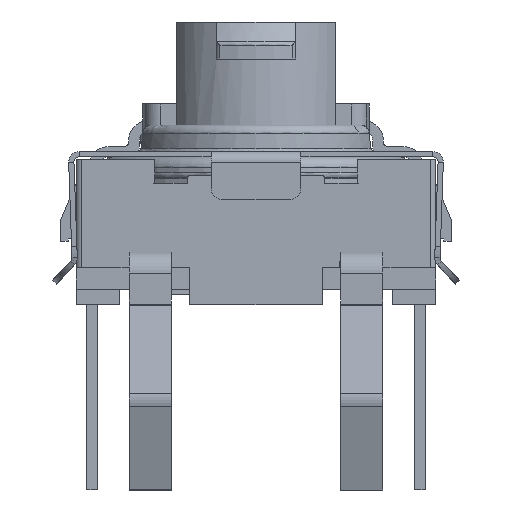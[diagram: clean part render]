
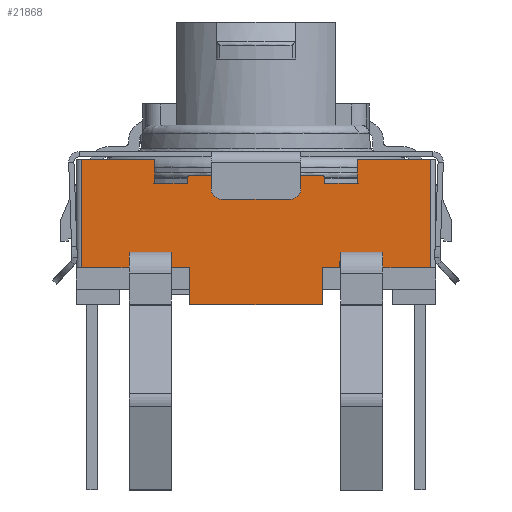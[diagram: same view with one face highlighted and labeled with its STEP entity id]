
A CAD part, front view. The second image highlights one B-rep face of the part: STEP entity #21868.
In plain terms, the highlighted planar face has unit normal (0, 1, 0).
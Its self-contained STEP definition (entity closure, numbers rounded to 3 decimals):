
#602=PLANE('',#24234);
#1903=FACE_OUTER_BOUND('',#2673,.T.);
#2673=EDGE_LOOP('',(#18630,#18631,#18632,#18633,#18634,#18635,#18636,#18637,
#18638,#18639,#18640,#18641,#18642,#18643,#18644,#18645,#18646,#18647,#18648,
#18649,#18650,#18651,#18652,#18653,#18654,#18655));
#4192=LINE('',#34738,#7110);
#4193=LINE('',#34740,#7111);
#4194=LINE('',#34742,#7112);
#4195=LINE('',#34744,#7113);
#4196=LINE('',#34746,#7114);
#4197=LINE('',#34748,#7115);
#4198=LINE('',#34750,#7116);
#4199=LINE('',#34752,#7117);
#4200=LINE('',#34754,#7118);
#4201=LINE('',#34756,#7119);
#4202=LINE('',#34758,#7120);
#4203=LINE('',#34760,#7121);
#4204=LINE('',#34762,#7122);
#4205=LINE('',#34764,#7123);
#4206=LINE('',#34766,#7124);
#4207=LINE('',#34768,#7125);
#4208=LINE('',#34772,#7126);
#4209=LINE('',#34776,#7127);
#4210=LINE('',#34778,#7128);
#4211=LINE('',#34780,#7129);
#4212=LINE('',#34782,#7130);
#4213=LINE('',#34784,#7131);
#4214=LINE('',#34786,#7132);
#4215=LINE('',#34787,#7133);
#7110=VECTOR('',#26910,0.8);
#7111=VECTOR('',#26911,0.301);
#7112=VECTOR('',#26912,0.331);
#7113=VECTOR('',#26913,0.7);
#7114=VECTOR('',#26914,2.5);
#7115=VECTOR('',#26915,0.7);
#7116=VECTOR('',#26916,0.345);
#7117=VECTOR('',#26917,0.3);
#7118=VECTOR('',#26918,0.8);
#7119=VECTOR('',#26919,0.3);
#7120=VECTOR('',#26920,0.9);
#7121=VECTOR('',#26921,2.05);
#7122=VECTOR('',#26922,1.383);
#7123=VECTOR('',#26923,0.45);
#7124=VECTOR('',#26924,0.617);
#7125=VECTOR('',#26925,0.1);
#7126=VECTOR('',#26928,2.5);
#7127=VECTOR('',#26931,0.1);
#7128=VECTOR('',#26932,0.617);
#7129=VECTOR('',#26933,0.45);
#7130=VECTOR('',#26934,1.383);
#7131=VECTOR('',#26935,2.05);
#7132=VECTOR('',#26936,0.9);
#7133=VECTOR('',#26937,0.3);
#9173=CIRCLE('',#24235,0.05);
#9174=CIRCLE('',#24236,0.05);
#10802=VERTEX_POINT('',#34736);
#10803=VERTEX_POINT('',#34737);
#10804=VERTEX_POINT('',#34739);
#10805=VERTEX_POINT('',#34741);
#10806=VERTEX_POINT('',#34743);
#10807=VERTEX_POINT('',#34745);
#10808=VERTEX_POINT('',#34747);
#10809=VERTEX_POINT('',#34749);
#10810=VERTEX_POINT('',#34751);
#10811=VERTEX_POINT('',#34753);
#10812=VERTEX_POINT('',#34755);
#10813=VERTEX_POINT('',#34757);
#10814=VERTEX_POINT('',#34759);
#10815=VERTEX_POINT('',#34761);
#10816=VERTEX_POINT('',#34763);
#10817=VERTEX_POINT('',#34765);
#10818=VERTEX_POINT('',#34767);
#10819=VERTEX_POINT('',#34769);
#10820=VERTEX_POINT('',#34771);
#10821=VERTEX_POINT('',#34773);
#10822=VERTEX_POINT('',#34775);
#10823=VERTEX_POINT('',#34777);
#10824=VERTEX_POINT('',#34779);
#10825=VERTEX_POINT('',#34781);
#10826=VERTEX_POINT('',#34783);
#10827=VERTEX_POINT('',#34785);
#14716=EDGE_CURVE('',#10802,#10803,#4192,.T.);
#14717=EDGE_CURVE('',#10803,#10804,#4193,.T.);
#14718=EDGE_CURVE('',#10804,#10805,#4194,.T.);
#14719=EDGE_CURVE('',#10805,#10806,#4195,.T.);
#14720=EDGE_CURVE('',#10806,#10807,#4196,.T.);
#14721=EDGE_CURVE('',#10807,#10808,#4197,.T.);
#14722=EDGE_CURVE('',#10808,#10809,#4198,.T.);
#14723=EDGE_CURVE('',#10809,#10810,#4199,.T.);
#14724=EDGE_CURVE('',#10810,#10811,#4200,.T.);
#14725=EDGE_CURVE('',#10811,#10812,#4201,.T.);
#14726=EDGE_CURVE('',#10812,#10813,#4202,.T.);
#14727=EDGE_CURVE('',#10813,#10814,#4203,.T.);
#14728=EDGE_CURVE('',#10814,#10815,#4204,.T.);
#14729=EDGE_CURVE('',#10815,#10816,#4205,.T.);
#14730=EDGE_CURVE('',#10816,#10817,#4206,.T.);
#14731=EDGE_CURVE('',#10817,#10818,#4207,.T.);
#14732=EDGE_CURVE('',#10818,#10819,#9173,.T.);
#14733=EDGE_CURVE('',#10819,#10820,#4208,.T.);
#14734=EDGE_CURVE('',#10820,#10821,#9174,.T.);
#14735=EDGE_CURVE('',#10821,#10822,#4209,.T.);
#14736=EDGE_CURVE('',#10822,#10823,#4210,.T.);
#14737=EDGE_CURVE('',#10823,#10824,#4211,.T.);
#14738=EDGE_CURVE('',#10824,#10825,#4212,.T.);
#14739=EDGE_CURVE('',#10825,#10826,#4213,.T.);
#14740=EDGE_CURVE('',#10826,#10827,#4214,.T.);
#14741=EDGE_CURVE('',#10827,#10802,#4215,.T.);
#18630=ORIENTED_EDGE('',*,*,#14716,.T.);
#18631=ORIENTED_EDGE('',*,*,#14717,.T.);
#18632=ORIENTED_EDGE('',*,*,#14718,.T.);
#18633=ORIENTED_EDGE('',*,*,#14719,.T.);
#18634=ORIENTED_EDGE('',*,*,#14720,.T.);
#18635=ORIENTED_EDGE('',*,*,#14721,.T.);
#18636=ORIENTED_EDGE('',*,*,#14722,.T.);
#18637=ORIENTED_EDGE('',*,*,#14723,.T.);
#18638=ORIENTED_EDGE('',*,*,#14724,.T.);
#18639=ORIENTED_EDGE('',*,*,#14725,.T.);
#18640=ORIENTED_EDGE('',*,*,#14726,.T.);
#18641=ORIENTED_EDGE('',*,*,#14727,.T.);
#18642=ORIENTED_EDGE('',*,*,#14728,.T.);
#18643=ORIENTED_EDGE('',*,*,#14729,.T.);
#18644=ORIENTED_EDGE('',*,*,#14730,.T.);
#18645=ORIENTED_EDGE('',*,*,#14731,.T.);
#18646=ORIENTED_EDGE('',*,*,#14732,.T.);
#18647=ORIENTED_EDGE('',*,*,#14733,.T.);
#18648=ORIENTED_EDGE('',*,*,#14734,.T.);
#18649=ORIENTED_EDGE('',*,*,#14735,.T.);
#18650=ORIENTED_EDGE('',*,*,#14736,.T.);
#18651=ORIENTED_EDGE('',*,*,#14737,.T.);
#18652=ORIENTED_EDGE('',*,*,#14738,.T.);
#18653=ORIENTED_EDGE('',*,*,#14739,.T.);
#18654=ORIENTED_EDGE('',*,*,#14740,.T.);
#18655=ORIENTED_EDGE('',*,*,#14741,.T.);
#21868=ADVANCED_FACE('',(#1903),#602,.T.);
#24234=AXIS2_PLACEMENT_3D('',#34735,#26908,#26909);
#24235=AXIS2_PLACEMENT_3D('',#34770,#26926,#26927);
#24236=AXIS2_PLACEMENT_3D('',#34774,#26929,#26930);
#26908=DIRECTION('center_axis',(0.,1.,0.));
#26909=DIRECTION('ref_axis',(0.,0.,1.));
#26910=DIRECTION('',(-1.,0.,0.));
#26911=DIRECTION('',(-0.064,0.,-0.998));
#26912=DIRECTION('',(-1.,0.,0.));
#26913=DIRECTION('',(0.,0.,-1.));
#26914=DIRECTION('',(-1.,0.,0.));
#26915=DIRECTION('',(0.,0.,1.));
#26916=DIRECTION('',(-1.,0.,0.));
#26917=DIRECTION('',(-0.016,0.,1.));
#26918=DIRECTION('',(-1.,0.,0.));
#26919=DIRECTION('',(0.,0.,-1.));
#26920=DIRECTION('',(-1.,0.,0.));
#26921=DIRECTION('',(0.,0.,1.));
#26922=DIRECTION('',(1.,0.,0.));
#26923=DIRECTION('',(0.,0.,-1.));
#26924=DIRECTION('',(1.,0.,0.));
#26925=DIRECTION('',(0.,0.,1.));
#26926=DIRECTION('center_axis',(0.,1.,0.));
#26927=DIRECTION('ref_axis',(-1.,0.,0.));
#26928=DIRECTION('',(1.,0.,0.));
#26929=DIRECTION('center_axis',(0.,1.,0.));
#26930=DIRECTION('ref_axis',(0.,0.,1.));
#26931=DIRECTION('',(0.,0.,-1.));
#26932=DIRECTION('',(1.,0.,0.));
#26933=DIRECTION('',(0.,0.,1.));
#26934=DIRECTION('',(1.,0.,0.));
#26935=DIRECTION('',(0.,0.,-1.));
#26936=DIRECTION('',(-1.,0.,0.));
#26937=DIRECTION('',(0.,0.,1.));
#34735=CARTESIAN_POINT('Origin',(0.,-3.,2.505));
#34736=CARTESIAN_POINT('',(2.4,-3.,0.7));
#34737=CARTESIAN_POINT('',(1.6,-3.,0.7));
#34738=CARTESIAN_POINT('',(2.4,-3.,0.7));
#34739=CARTESIAN_POINT('',(1.581,-3.,0.4));
#34740=CARTESIAN_POINT('',(1.6,-3.,0.7));
#34741=CARTESIAN_POINT('',(1.25,-3.,0.4));
#34742=CARTESIAN_POINT('',(1.581,-3.,0.4));
#34743=CARTESIAN_POINT('',(1.25,-3.,-0.3));
#34744=CARTESIAN_POINT('',(1.25,-3.,0.4));
#34745=CARTESIAN_POINT('',(-1.25,-3.,-0.3));
#34746=CARTESIAN_POINT('',(1.25,-3.,-0.3));
#34747=CARTESIAN_POINT('',(-1.25,-3.,0.4));
#34748=CARTESIAN_POINT('',(-1.25,-3.,-0.3));
#34749=CARTESIAN_POINT('',(-1.595,-3.,0.4));
#34750=CARTESIAN_POINT('',(-1.25,-3.,0.4));
#34751=CARTESIAN_POINT('',(-1.6,-3.,0.7));
#34752=CARTESIAN_POINT('',(-1.595,-3.,0.4));
#34753=CARTESIAN_POINT('',(-2.4,-3.,0.7));
#34754=CARTESIAN_POINT('',(-1.6,-3.,0.7));
#34755=CARTESIAN_POINT('',(-2.4,-3.,0.4));
#34756=CARTESIAN_POINT('',(-2.4,-3.,0.7));
#34757=CARTESIAN_POINT('',(-3.3,-3.,0.4));
#34758=CARTESIAN_POINT('',(-2.4,-3.,0.4));
#34759=CARTESIAN_POINT('',(-3.3,-3.,2.45));
#34760=CARTESIAN_POINT('',(-3.3,-3.,0.4));
#34761=CARTESIAN_POINT('',(-1.917,-3.,2.45));
#34762=CARTESIAN_POINT('',(-3.3,-3.,2.45));
#34763=CARTESIAN_POINT('',(-1.917,-3.,2.));
#34764=CARTESIAN_POINT('',(-1.917,-3.,2.45));
#34765=CARTESIAN_POINT('',(-1.3,-3.,2.));
#34766=CARTESIAN_POINT('',(-1.917,-3.,2.));
#34767=CARTESIAN_POINT('',(-1.3,-3.,2.1));
#34768=CARTESIAN_POINT('',(-1.3,-3.,2.));
#34769=CARTESIAN_POINT('',(-1.25,-3.,2.15));
#34770=CARTESIAN_POINT('Origin',(-1.25,-3.,2.1));
#34771=CARTESIAN_POINT('',(1.25,-3.,2.15));
#34772=CARTESIAN_POINT('',(-1.25,-3.,2.15));
#34773=CARTESIAN_POINT('',(1.3,-3.,2.1));
#34774=CARTESIAN_POINT('Origin',(1.25,-3.,2.1));
#34775=CARTESIAN_POINT('',(1.3,-3.,2.));
#34776=CARTESIAN_POINT('',(1.3,-3.,2.1));
#34777=CARTESIAN_POINT('',(1.917,-3.,2.));
#34778=CARTESIAN_POINT('',(1.3,-3.,2.));
#34779=CARTESIAN_POINT('',(1.917,-3.,2.45));
#34780=CARTESIAN_POINT('',(1.917,-3.,2.));
#34781=CARTESIAN_POINT('',(3.3,-3.,2.45));
#34782=CARTESIAN_POINT('',(1.917,-3.,2.45));
#34783=CARTESIAN_POINT('',(3.3,-3.,0.4));
#34784=CARTESIAN_POINT('',(3.3,-3.,2.45));
#34785=CARTESIAN_POINT('',(2.4,-3.,0.4));
#34786=CARTESIAN_POINT('',(3.3,-3.,0.4));
#34787=CARTESIAN_POINT('',(2.4,-3.,0.4));
